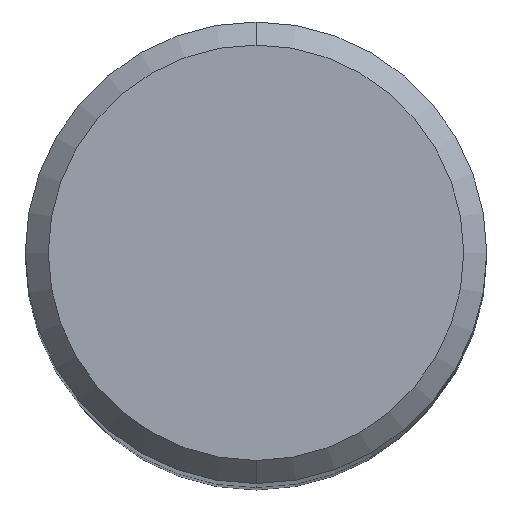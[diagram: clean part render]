
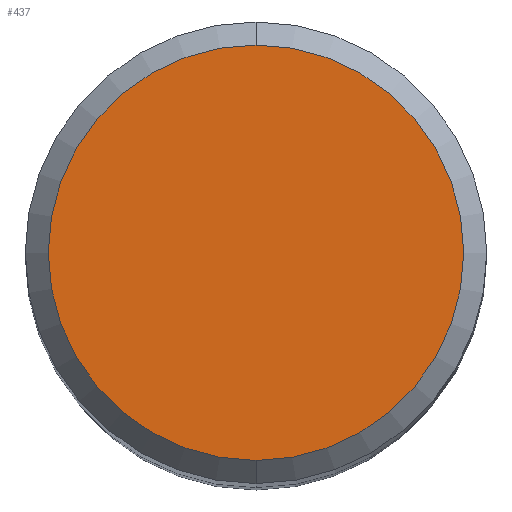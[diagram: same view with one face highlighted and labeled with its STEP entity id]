
A CAD part, top view. The second image highlights one B-rep face of the part: STEP entity #437.
In plain terms, the highlighted planar face has unit normal (0, 0, 1).
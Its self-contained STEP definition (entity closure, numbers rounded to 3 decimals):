
#207=VERTEX_POINT('',#516);
#209=EDGE_CURVE('',#299,#207,#518,.T.);
#299=VERTEX_POINT('',#619);
#357=EDGE_CURVE('',#207,#299,#679,.T.);
#437=ADVANCED_FACE('',(#769),#770,.T.);
#516=CARTESIAN_POINT('',(0.0,5.4,0.0));
#518=CIRCLE('',#914,5.4);
#619=CARTESIAN_POINT('',(0.,-5.4,0.0));
#679=CIRCLE('',#1263,5.4);
#769=FACE_OUTER_BOUND('',#1449,.T.);
#770=PLANE('',#1450);
#914=AXIS2_PLACEMENT_3D('',#1535,#1536,#1537);
#1263=AXIS2_PLACEMENT_3D('',#1697,#1698,#1699);
#1449=EDGE_LOOP('',(#1822,#1823));
#1450=AXIS2_PLACEMENT_3D('',#1824,#1825,#1826);
#1535=CARTESIAN_POINT('',(0.0,0.0,0.0));
#1536=DIRECTION('',(0.0,0.0,-1.0));
#1537=DIRECTION('',(0.0,1.0,0.0));
#1697=CARTESIAN_POINT('',(0.0,0.0,0.0));
#1698=DIRECTION('',(0.0,0.0,-1.0));
#1699=DIRECTION('',(0.0,1.0,0.0));
#1822=ORIENTED_EDGE('',*,*,#357,.F.);
#1823=ORIENTED_EDGE('',*,*,#209,.F.);
#1824=CARTESIAN_POINT('',(0.0,2.7,0.0));
#1825=DIRECTION('',(-0.0,0.0,1.0));
#1826=DIRECTION('',(0.0,-1.0,0.0));
